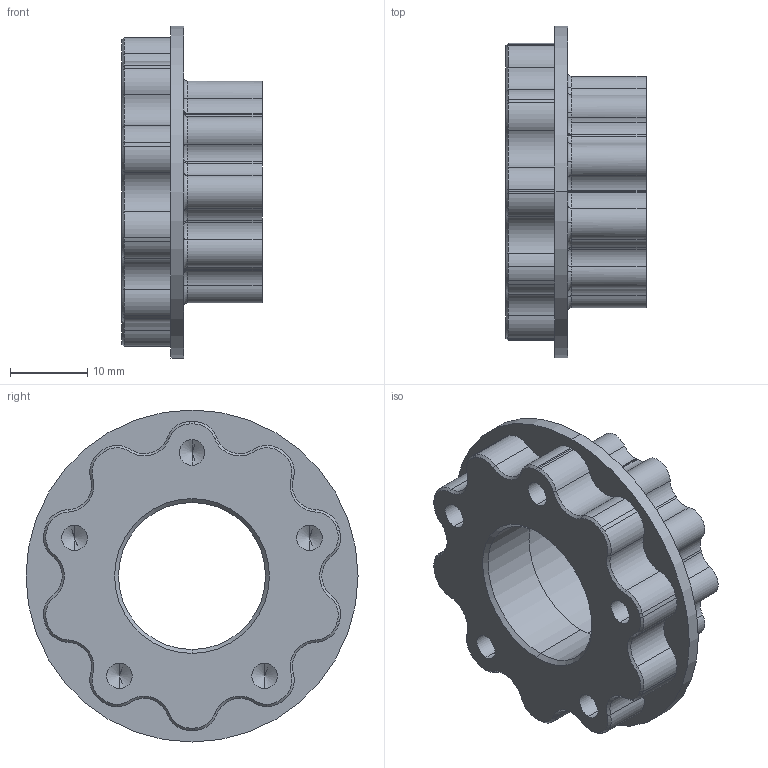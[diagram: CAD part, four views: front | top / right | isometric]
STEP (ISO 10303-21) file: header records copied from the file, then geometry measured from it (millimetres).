
FILE_DESCRIPTION (( 'STEP AP214' ), '1' );
FILE_NAME ('ArmPivotTPUClutch_Insert.STEP', '2025-02-27T05:03:49', ( '' ), ( '' ), 'SwSTEP 2.0', 'SolidWorks 2024', '' );
FILE_SCHEMA (( 'AUTOMOTIVE_DESIGN' ));
Length unit declared in the file: millimetre
Products named in the file (1): ArmPivotTPUClutch_Insert
Bounding box: 18.15 x 43 x 43 mm (x, y, z)
Volume: 9098.8 mm3; surface area: 5869.9 mm2
Topology: 1 solids, 1 shells, 221 faces, 550 edges, 329 vertices
Faces by surface type: cylinder 110, cone 57, torus 49, plane 5
Entity records: 6630 total; most frequent: DIRECTION 1357, CARTESIAN_POINT 1091, ORIENTED_EDGE 1080, AXIS2_PLACEMENT_3D 595, EDGE_CURVE 540, CIRCLE 373, VERTEX_POINT 329, EDGE_LOOP 231
